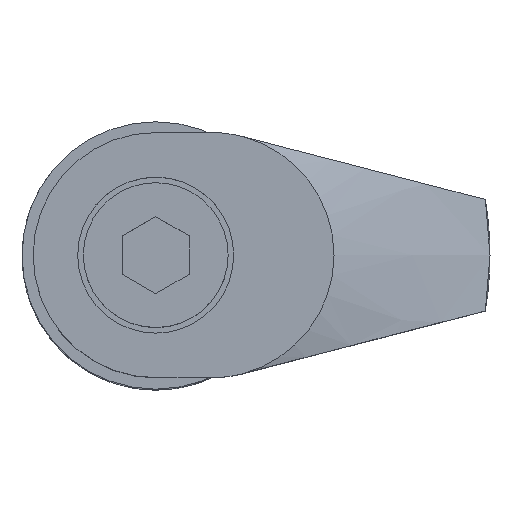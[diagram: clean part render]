
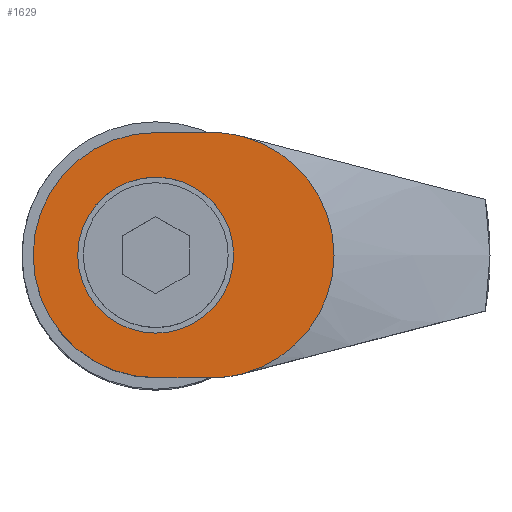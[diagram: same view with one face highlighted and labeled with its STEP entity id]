
A CAD part, top view. The second image highlights one B-rep face of the part: STEP entity #1629.
In plain terms, the highlighted planar face has unit normal (0, 0, 1).
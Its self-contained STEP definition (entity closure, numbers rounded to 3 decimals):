
#25 = EDGE_CURVE ( 'NONE', #1554, #2127, #72, .T. ) ;
#34 = ORIENTED_EDGE ( 'NONE', *, *, #2114, .T. ) ;
#67 = PLANE ( 'NONE',  #779 ) ;
#72 = CIRCLE ( 'NONE', #2231, 7. ) ;
#85 = DIRECTION ( 'NONE',  ( 0., 0., 1. ) ) ;
#90 = EDGE_CURVE ( 'NONE', #1625, #1614, #538, .T. ) ;
#97 = FACE_BOUND ( 'NONE', #2291, .T. ) ;
#110 = CARTESIAN_POINT ( 'NONE',  ( -7., 0., 35. ) ) ;
#139 = ORIENTED_EDGE ( 'NONE', *, *, #25, .F. ) ;
#172 = CARTESIAN_POINT ( 'NONE',  ( 5., 0., 35. ) ) ;
#229 = EDGE_CURVE ( 'NONE', #604, #1843, #1761, .T. ) ;
#244 = CARTESIAN_POINT ( 'NONE',  ( 7., 0., 35. ) ) ;
#298 = EDGE_LOOP ( 'NONE', ( #2152, #1188, #872, #2098, #319, #1580, #34 ) ) ;
#319 = ORIENTED_EDGE ( 'NONE', *, *, #229, .T. ) ;
#386 = DIRECTION ( 'NONE',  ( 1., 0., 0. ) ) ;
#388 = CARTESIAN_POINT ( 'NONE',  ( 0., -11., 35. ) ) ;
#400 = DIRECTION ( 'NONE',  ( 1., 0., 0. ) ) ;
#427 = VECTOR ( 'NONE', #1948, 1000. ) ;
#435 = VERTEX_POINT ( 'NONE', #865 ) ;
#462 = VERTEX_POINT ( 'NONE', #1974 ) ;
#468 = AXIS2_PLACEMENT_3D ( 'NONE', #172, #2234, #929 ) ;
#488 = CARTESIAN_POINT ( 'NONE',  ( 5., 0., 35. ) ) ;
#538 = CIRCLE ( 'NONE', #1092, 11. ) ;
#556 = LINE ( 'NONE', #1747, #427 ) ;
#559 = CARTESIAN_POINT ( 'NONE',  ( 0., 0., 35. ) ) ;
#569 = DIRECTION ( 'NONE',  ( 1., 0., 0. ) ) ;
#575 = CARTESIAN_POINT ( 'NONE',  ( 0., -11., 35. ) ) ;
#604 = VERTEX_POINT ( 'NONE', #2218 ) ;
#626 = EDGE_CURVE ( 'NONE', #462, #1625, #2076, .T. ) ;
#659 = CARTESIAN_POINT ( 'NONE',  ( 0., 0., 35. ) ) ;
#669 = CIRCLE ( 'NONE', #2042, 7. ) ;
#741 = AXIS2_PLACEMENT_3D ( 'NONE', #659, #1411, #2161 ) ;
#779 = AXIS2_PLACEMENT_3D ( 'NONE', #1569, #85, #2138 ) ;
#811 = DIRECTION ( 'NONE',  ( 0., 0., 1. ) ) ;
#865 = CARTESIAN_POINT ( 'NONE',  ( 0., 11., 35. ) ) ;
#872 = ORIENTED_EDGE ( 'NONE', *, *, #2019, .T. ) ;
#924 = CARTESIAN_POINT ( 'NONE',  ( 5., -11., 35. ) ) ;
#929 = DIRECTION ( 'NONE',  ( 1., 0., 0. ) ) ;
#940 = AXIS2_PLACEMENT_3D ( 'NONE', #488, #811, #1963 ) ;
#954 = LINE ( 'NONE', #388, #1454 ) ;
#1018 = DIRECTION ( 'NONE',  ( 0., 0., 1. ) ) ;
#1021 = EDGE_CURVE ( 'NONE', #435, #604, #1814, .T. ) ;
#1092 = AXIS2_PLACEMENT_3D ( 'NONE', #1318, #2073, #386 ) ;
#1153 = DIRECTION ( 'NONE',  ( 1., 0., 0. ) ) ;
#1182 = CARTESIAN_POINT ( 'NONE',  ( 7.756, 10.649, 35. ) ) ;
#1188 = ORIENTED_EDGE ( 'NONE', *, *, #90, .T. ) ;
#1208 = FACE_OUTER_BOUND ( 'NONE', #298, .T. ) ;
#1243 = EDGE_CURVE ( 'NONE', #1843, #2381, #954, .T. ) ;
#1318 = CARTESIAN_POINT ( 'NONE',  ( 5., 0., 35. ) ) ;
#1394 = EDGE_CURVE ( 'NONE', #2127, #1554, #669, .T. ) ;
#1411 = DIRECTION ( 'NONE',  ( 0., 0., 1. ) ) ;
#1454 = VECTOR ( 'NONE', #569, 1000. ) ;
#1507 = DIRECTION ( 'NONE',  ( 0., 0., 1. ) ) ;
#1554 = VERTEX_POINT ( 'NONE', #110 ) ;
#1569 = CARTESIAN_POINT ( 'NONE',  ( 0., 0., 35. ) ) ;
#1580 = ORIENTED_EDGE ( 'NONE', *, *, #1243, .T. ) ;
#1606 = AXIS2_PLACEMENT_3D ( 'NONE', #1757, #1018, #400 ) ;
#1614 = VERTEX_POINT ( 'NONE', #2380 ) ;
#1625 = VERTEX_POINT ( 'NONE', #1182 ) ;
#1628 = ORIENTED_EDGE ( 'NONE', *, *, #1394, .F. ) ;
#1629 = ADVANCED_FACE ( 'NONE', ( #1208, #97 ), #67, .T. ) ;
#1693 = CARTESIAN_POINT ( 'NONE',  ( 0., 0., 35. ) ) ;
#1713 = DIRECTION ( 'NONE',  ( 1., 0., 0. ) ) ;
#1747 = CARTESIAN_POINT ( 'NONE',  ( 0., 11., 35. ) ) ;
#1757 = CARTESIAN_POINT ( 'NONE',  ( 0., 0., 35. ) ) ;
#1761 = CIRCLE ( 'NONE', #1606, 11. ) ;
#1814 = CIRCLE ( 'NONE', #741, 11. ) ;
#1843 = VERTEX_POINT ( 'NONE', #575 ) ;
#1948 = DIRECTION ( 'NONE',  ( -1., 0., 0. ) ) ;
#1963 = DIRECTION ( 'NONE',  ( 1., 0., 0. ) ) ;
#1974 = CARTESIAN_POINT ( 'NONE',  ( 7.756, -10.649, 35. ) ) ;
#2019 = EDGE_CURVE ( 'NONE', #1614, #435, #556, .T. ) ;
#2042 = AXIS2_PLACEMENT_3D ( 'NONE', #1693, #2106, #1153 ) ;
#2073 = DIRECTION ( 'NONE',  ( 0., 0., 1. ) ) ;
#2076 = CIRCLE ( 'NONE', #468, 11. ) ;
#2098 = ORIENTED_EDGE ( 'NONE', *, *, #1021, .T. ) ;
#2106 = DIRECTION ( 'NONE',  ( 0., 0., 1. ) ) ;
#2114 = EDGE_CURVE ( 'NONE', #2381, #462, #2118, .T. ) ;
#2118 = CIRCLE ( 'NONE', #940, 11. ) ;
#2127 = VERTEX_POINT ( 'NONE', #244 ) ;
#2138 = DIRECTION ( 'NONE',  ( 1., 0., 0. ) ) ;
#2152 = ORIENTED_EDGE ( 'NONE', *, *, #626, .T. ) ;
#2161 = DIRECTION ( 'NONE',  ( 1., 0., 0. ) ) ;
#2218 = CARTESIAN_POINT ( 'NONE',  ( -11., 0., 35. ) ) ;
#2231 = AXIS2_PLACEMENT_3D ( 'NONE', #559, #1507, #1713 ) ;
#2234 = DIRECTION ( 'NONE',  ( 0., 0., 1. ) ) ;
#2291 = EDGE_LOOP ( 'NONE', ( #1628, #139 ) ) ;
#2380 = CARTESIAN_POINT ( 'NONE',  ( 5., 11., 35. ) ) ;
#2381 = VERTEX_POINT ( 'NONE', #924 ) ;
